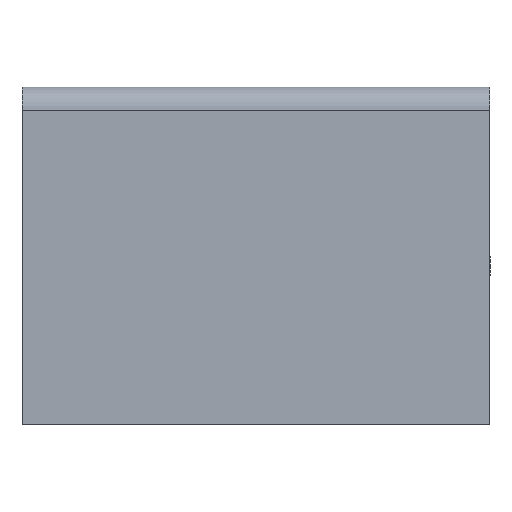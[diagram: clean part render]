
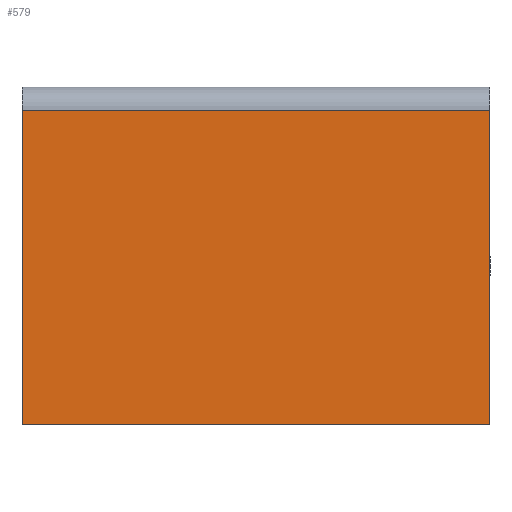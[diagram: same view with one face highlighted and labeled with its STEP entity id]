
A CAD part, left-side view. The second image highlights one B-rep face of the part: STEP entity #579.
In plain terms, the highlighted planar face has unit normal (-1, 0, 0).
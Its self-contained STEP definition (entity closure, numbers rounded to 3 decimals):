
#27=PLANE('',#639);
#53=FACE_OUTER_BOUND('',#82,.T.);
#82=EDGE_LOOP('',(#500,#501,#502,#503));
#107=LINE('',#864,#170);
#121=LINE('',#907,#184);
#141=LINE('',#956,#204);
#145=LINE('',#963,#208);
#170=VECTOR('',#694,10.);
#184=VECTOR('',#724,10.);
#204=VECTOR('',#768,10.);
#208=VECTOR('',#776,10.);
#260=VERTEX_POINT('',#861);
#261=VERTEX_POINT('',#863);
#274=VERTEX_POINT('',#906);
#291=VERTEX_POINT('',#955);
#320=EDGE_CURVE('',#260,#261,#107,.T.);
#339=EDGE_CURVE('',#261,#274,#121,.T.);
#364=EDGE_CURVE('',#274,#291,#141,.T.);
#369=EDGE_CURVE('',#291,#260,#145,.T.);
#500=ORIENTED_EDGE('',*,*,#369,.F.);
#501=ORIENTED_EDGE('',*,*,#364,.F.);
#502=ORIENTED_EDGE('',*,*,#339,.F.);
#503=ORIENTED_EDGE('',*,*,#320,.F.);
#579=ADVANCED_FACE('',(#53),#27,.F.);
#639=AXIS2_PLACEMENT_3D('',#964,#777,#778);
#694=DIRECTION('',(0.,0.,-1.));
#724=DIRECTION('',(0.,1.,0.));
#768=DIRECTION('',(0.,0.,1.));
#776=DIRECTION('',(0.,-1.,0.));
#777=DIRECTION('center_axis',(1.,0.,0.));
#778=DIRECTION('ref_axis',(0.,0.,-1.));
#861=CARTESIAN_POINT('',(-5.53,0.,335.));
#863=CARTESIAN_POINT('',(-5.53,0.,0.));
#864=CARTESIAN_POINT('',(-5.53,0.,135.));
#906=CARTESIAN_POINT('',(-5.53,498.5,0.));
#907=CARTESIAN_POINT('',(-5.53,374.,0.));
#955=CARTESIAN_POINT('',(-5.53,498.5,335.));
#956=CARTESIAN_POINT('',(-5.53,498.5,269.));
#963=CARTESIAN_POINT('',(-5.53,126.,335.));
#964=CARTESIAN_POINT('Origin',(-5.53,250.,180.));
